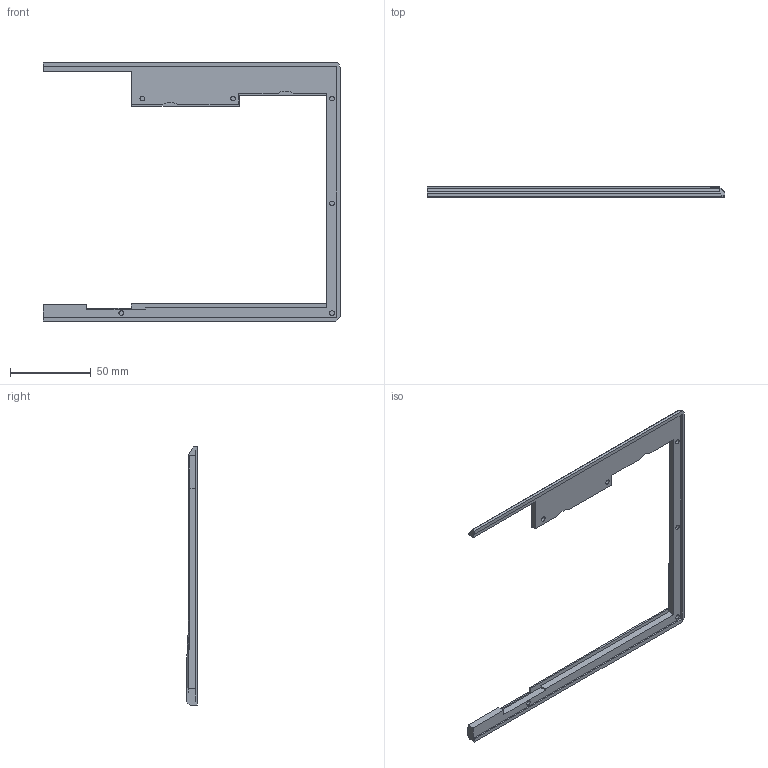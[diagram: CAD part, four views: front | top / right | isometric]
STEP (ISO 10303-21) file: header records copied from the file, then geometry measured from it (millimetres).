
FILE_DESCRIPTION(/* description */ (''),/* implementation_level */ '2;1');
FILE_NAME(/* name */ '5THFinalAttemptRight.stp',/* time_stamp */ '2022-10-28T15:37:23+01:00',/* author */ ('benka'),/* organization */ (''),/* preprocessor_version */ 'ST-DEVELOPER v18.1',/* originating_system */ 'Autodesk Inventor 2022',/* authorisation */ '');
FILE_SCHEMA (('CONFIG_CONTROL_DESIGN'));
Length unit declared in the file: millimetre
Products named in the file (1): Bezel
Bounding box: 183.6 x 6.33 x 159.53 mm (x, y, z)
Volume: 26119 mm3; surface area: 17856.9 mm2
Topology: 1 solids, 1 shells, 77 faces, 196 edges, 127 vertices
Faces by surface type: plane 59, cylinder 13, cone 4, bspline 1
Full cylindrical faces by diameter (mm): 2.9 x6
Entity records: 2392 total; most frequent: CARTESIAN_POINT 414, ORIENTED_EDGE 392, DIRECTION 378, EDGE_CURVE 196, LINE 164, VECTOR 164, VERTEX_POINT 127, AXIS2_PLACEMENT_3D 107
